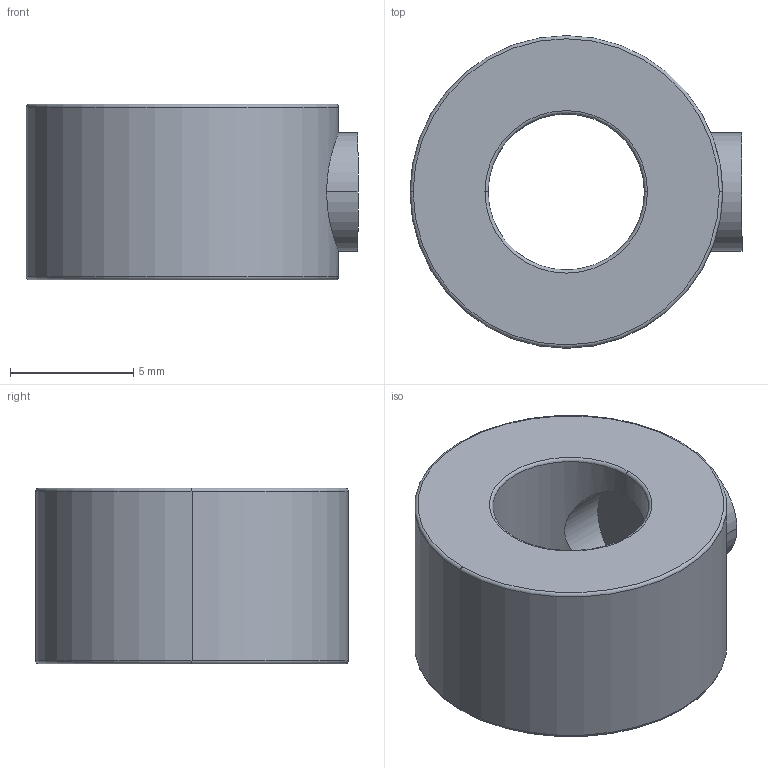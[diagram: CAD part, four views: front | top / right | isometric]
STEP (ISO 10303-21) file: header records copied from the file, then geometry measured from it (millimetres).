
FILE_DESCRIPTION (( 'STEP AP203' ), '1' );
FILE_NAME ('9414T6.step', '2007-02-23T21:30:04', ( ' ' ), ( ' ' ), 'SwSTEP 2.0', 'SolidWorks 2006233', '' );
FILE_SCHEMA (( 'CONFIG_CONTROL_DESIGN' ));
Length unit declared in the file: inch
Products named in the file (1): 9414T6
Bounding box: 13.49 x 12.7 x 7.14 mm (x, y, z)
Volume: 672.6 mm3; surface area: 715.6 mm2
Topology: 2 solids, 2 shells, 27 faces, 60 edges, 36 vertices
Faces by surface type: plane 11, cylinder 8, torus 8
Entity records: 949 total; most frequent: CARTESIAN_POINT 250, DIRECTION 140, ORIENTED_EDGE 120, EDGE_CURVE 60, AXIS2_PLACEMENT_3D 56, VERTEX_POINT 36, EDGE_LOOP 30, LINE 28
